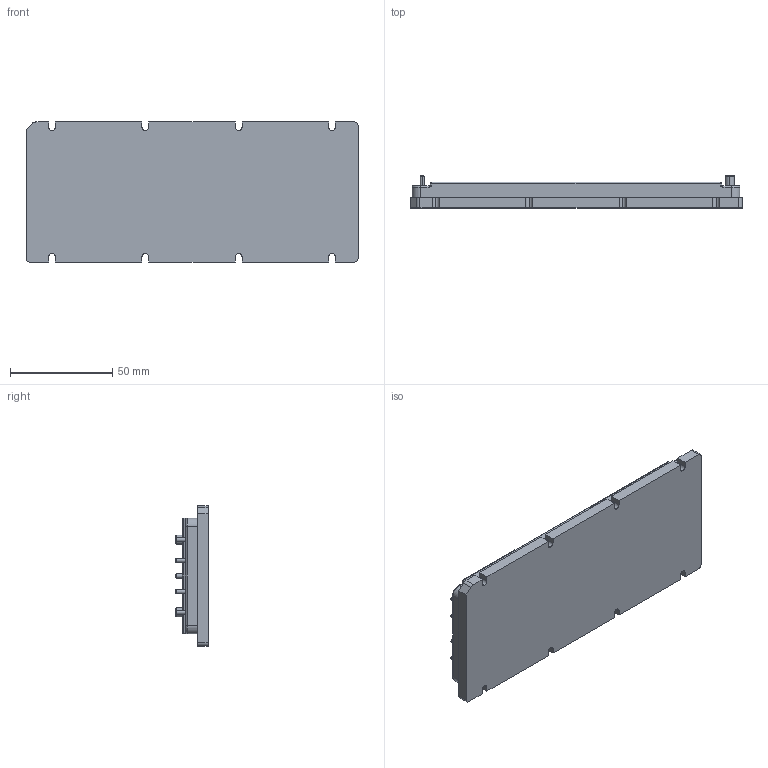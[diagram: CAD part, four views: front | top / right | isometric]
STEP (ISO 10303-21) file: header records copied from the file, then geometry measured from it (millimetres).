
FILE_DESCRIPTION (( 'STEP AP214' ), '1' );
FILE_NAME ('MODULE,SLOTTED,PFC BRICK,LONG PINS.STEP', '2013-10-14T18:54:00', ( '' ), ( '' ), 'SwSTEP 2.0', 'SolidWorks 2012', '' );
FILE_SCHEMA (( 'AUTOMOTIVE_DESIGN' ));
Length unit declared in the file: inch
Products named in the file (1): MODULE,SLOTTED,PFC BRICK,LONG PINS
Bounding box: 162.56 x 15.75 x 68.58 mm (x, y, z)
Volume: 123847.2 mm3; surface area: 28017.5 mm2
Topology: 1 solids, 1 shells, 133 faces, 321 edges, 196 vertices
Faces by surface type: cylinder 54, plane 49, torus 26, sphere 4
Entity records: 5013 total; most frequent: DIRECTION 737, CARTESIAN_POINT 647, ORIENTED_EDGE 634, EDGE_CURVE 317, AXIS2_PLACEMENT_3D 286, VERTEX_POINT 196, VECTOR 165, LINE 165
